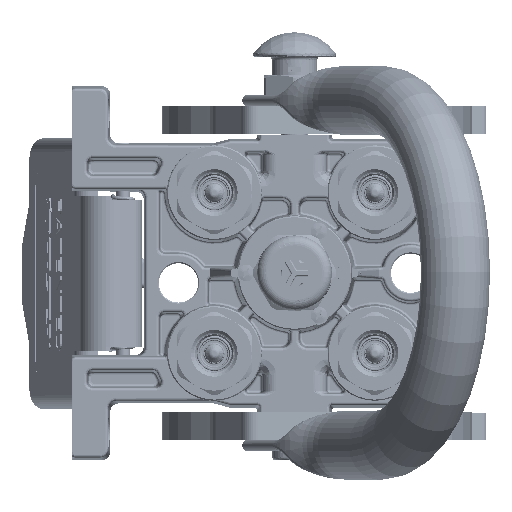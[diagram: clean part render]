
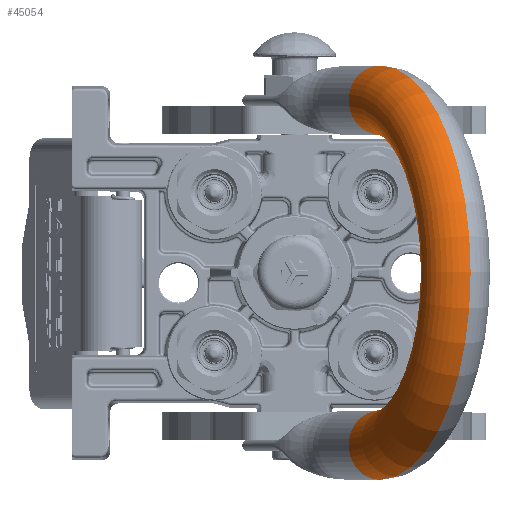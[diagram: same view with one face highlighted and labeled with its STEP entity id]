
A CAD part, top view. The second image highlights one B-rep face of the part: STEP entity #45054.
In plain terms, the highlighted toroidal (fillet/blend) face has major radius 62.25 mm and minor radius 12.5 mm.
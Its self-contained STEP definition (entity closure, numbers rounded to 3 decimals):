
#3482 = CIRCLE ( 'NONE', #183534, 74.75 ) ;
#10383 = ORIENTED_EDGE ( 'NONE', *, *, #177697, .F. ) ;
#17491 = CARTESIAN_POINT ( 'NONE',  ( 49.75, 0., 25.25 ) ) ;
#19090 = DIRECTION ( 'NONE',  ( -1., 0., 0. ) ) ;
#31950 = VERTEX_POINT ( 'NONE', #59850 ) ;
#40262 = DIRECTION ( 'NONE',  ( 0., 1., 0. ) ) ;
#41031 = AXIS2_PLACEMENT_3D ( 'NONE', #180716, #40262, #126478 ) ;
#45054 = ADVANCED_FACE ( 'NONE', ( #210745 ), #197145, .T. ) ;
#45874 = CARTESIAN_POINT ( 'NONE',  ( 62.25, 0., 25.25 ) ) ;
#46640 = AXIS2_PLACEMENT_3D ( 'NONE', #117349, #65465, #204506 ) ;
#59850 = CARTESIAN_POINT ( 'NONE',  ( -74.75, 0., 25.25 ) ) ;
#64058 = DIRECTION ( 'NONE',  ( 1., 0., 0. ) ) ;
#65465 = DIRECTION ( 'NONE',  ( 0., 1., 0. ) ) ;
#69882 = DIRECTION ( 'NONE',  ( 0., 0., 1. ) ) ;
#70657 = DIRECTION ( 'NONE',  ( -1., 0., 0. ) ) ;
#78283 = ORIENTED_EDGE ( 'NONE', *, *, #220979, .F. ) ;
#96969 = EDGE_LOOP ( 'NONE', ( #113355, #10383, #78283, #156406 ) ) ;
#107524 = CARTESIAN_POINT ( 'NONE',  ( 0., 0., 25.25 ) ) ;
#108102 = EDGE_CURVE ( 'NONE', #198693, #164990, #131934, .T. ) ;
#113355 = ORIENTED_EDGE ( 'NONE', *, *, #108102, .T. ) ;
#117349 = CARTESIAN_POINT ( 'NONE',  ( 0., 0., 25.25 ) ) ;
#126478 = DIRECTION ( 'NONE',  ( -1., 0., 0. ) ) ;
#131934 = CIRCLE ( 'NONE', #41031, 49.75 ) ;
#139608 = DIRECTION ( 'NONE',  ( 0., 1., 0. ) ) ;
#156406 = ORIENTED_EDGE ( 'NONE', *, *, #173785, .T. ) ;
#157043 = CARTESIAN_POINT ( 'NONE',  ( -62.25, 0., 25.25 ) ) ;
#164990 = VERTEX_POINT ( 'NONE', #17491 ) ;
#167944 = DIRECTION ( 'NONE',  ( 0., 0., -1. ) ) ;
#173785 = EDGE_CURVE ( 'NONE', #31950, #198693, #194179, .T. ) ;
#177697 = EDGE_CURVE ( 'NONE', #187325, #164990, #196074, .T. ) ;
#177843 = CARTESIAN_POINT ( 'NONE',  ( -49.75, 0., 25.25 ) ) ;
#180716 = CARTESIAN_POINT ( 'NONE',  ( 0., 0., 25.25 ) ) ;
#183534 = AXIS2_PLACEMENT_3D ( 'NONE', #107524, #139608, #19090 ) ;
#184000 = AXIS2_PLACEMENT_3D ( 'NONE', #157043, #69882, #70657 ) ;
#187325 = VERTEX_POINT ( 'NONE', #214807 ) ;
#194179 = CIRCLE ( 'NONE', #184000, 12.5 ) ;
#196074 = CIRCLE ( 'NONE', #202113, 12.5 ) ;
#197145 = TOROIDAL_SURFACE ( 'NONE', #46640, 62.25, 12.5 ) ;
#198693 = VERTEX_POINT ( 'NONE', #177843 ) ;
#202113 = AXIS2_PLACEMENT_3D ( 'NONE', #45874, #167944, #64058 ) ;
#204506 = DIRECTION ( 'NONE',  ( 1., 0., 0. ) ) ;
#210745 = FACE_OUTER_BOUND ( 'NONE', #96969, .T. ) ;
#214807 = CARTESIAN_POINT ( 'NONE',  ( 74.75, 0., 25.25 ) ) ;
#220979 = EDGE_CURVE ( 'NONE', #31950, #187325, #3482, .T. ) ;
